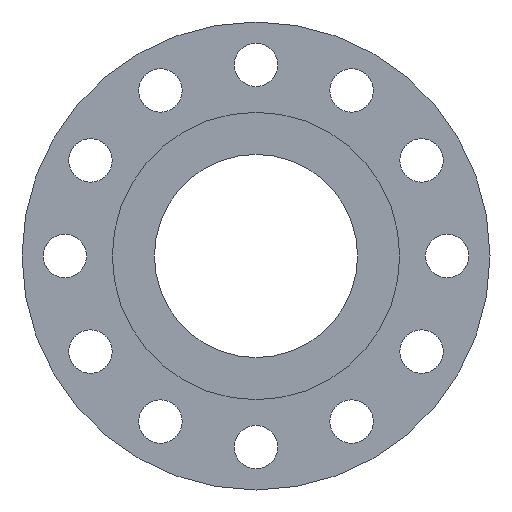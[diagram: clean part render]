
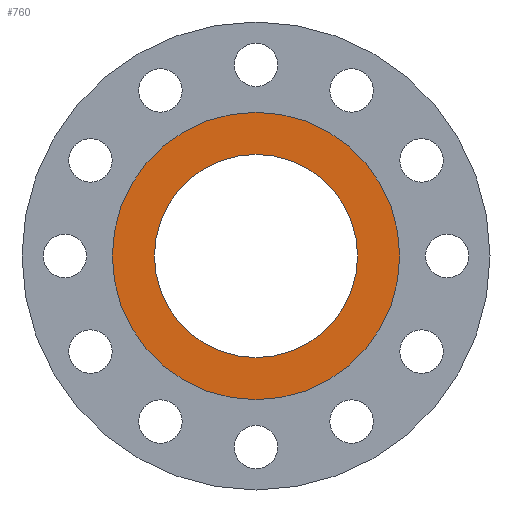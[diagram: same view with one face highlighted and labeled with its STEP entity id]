
A CAD part, front view. The second image highlights one B-rep face of the part: STEP entity #760.
In plain terms, the highlighted planar face has unit normal (0, -1, 0).
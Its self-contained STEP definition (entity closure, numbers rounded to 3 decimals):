
#1 = DIRECTION ( 'NONE',  ( 0., 1., 0. ) ) ;
#6 = DIRECTION ( 'NONE',  ( 0., 0., 1. ) ) ;
#65 = DIRECTION ( 'NONE',  ( 0., 1., 0. ) ) ;
#121 = CARTESIAN_POINT ( 'NONE',  ( 0., 0., 109. ) ) ;
#193 = CARTESIAN_POINT ( 'NONE',  ( 0., 0., 77.05 ) ) ;
#218 = CARTESIAN_POINT ( 'NONE',  ( 0., 0., 0. ) ) ;
#247 = PLANE ( 'NONE',  #904 ) ;
#255 = CIRCLE ( 'NONE', #426, 77.05 ) ;
#263 = DIRECTION ( 'NONE',  ( 0., 0., 1. ) ) ;
#273 = VERTEX_POINT ( 'NONE', #1126 ) ;
#323 = EDGE_CURVE ( 'NONE', #803, #540, #428, .T. ) ;
#348 = EDGE_LOOP ( 'NONE', ( #787, #973 ) ) ;
#385 = AXIS2_PLACEMENT_3D ( 'NONE', #1006, #1111, #263 ) ;
#393 = DIRECTION ( 'NONE',  ( 0., 0., 1. ) ) ;
#412 = EDGE_CURVE ( 'NONE', #540, #803, #992, .T. ) ;
#426 = AXIS2_PLACEMENT_3D ( 'NONE', #218, #1, #6 ) ;
#428 = CIRCLE ( 'NONE', #1046, 109. ) ;
#531 = AXIS2_PLACEMENT_3D ( 'NONE', #698, #65, #713 ) ;
#540 = VERTEX_POINT ( 'NONE', #121 ) ;
#602 = CIRCLE ( 'NONE', #531, 77.05 ) ;
#607 = CARTESIAN_POINT ( 'NONE',  ( 0., 0., 0. ) ) ;
#662 = ORIENTED_EDGE ( 'NONE', *, *, #725, .T. ) ;
#689 = VERTEX_POINT ( 'NONE', #193 ) ;
#698 = CARTESIAN_POINT ( 'NONE',  ( 0., 0., 0. ) ) ;
#713 = DIRECTION ( 'NONE',  ( 0., 0., 1. ) ) ;
#725 = EDGE_CURVE ( 'NONE', #273, #689, #602, .T. ) ;
#760 = ADVANCED_FACE ( 'NONE', ( #911, #1010 ), #247, .T. ) ;
#787 = ORIENTED_EDGE ( 'NONE', *, *, #412, .F. ) ;
#803 = VERTEX_POINT ( 'NONE', #960 ) ;
#826 = EDGE_CURVE ( 'NONE', #689, #273, #255, .T. ) ;
#904 = AXIS2_PLACEMENT_3D ( 'NONE', #1034, #1234, #1351 ) ;
#911 = FACE_BOUND ( 'NONE', #1005, .T. ) ;
#960 = CARTESIAN_POINT ( 'NONE',  ( 0., 0., -109. ) ) ;
#973 = ORIENTED_EDGE ( 'NONE', *, *, #323, .F. ) ;
#992 = CIRCLE ( 'NONE', #385, 109. ) ;
#996 = ORIENTED_EDGE ( 'NONE', *, *, #826, .T. ) ;
#1005 = EDGE_LOOP ( 'NONE', ( #996, #662 ) ) ;
#1006 = CARTESIAN_POINT ( 'NONE',  ( 0., 0., 0. ) ) ;
#1010 = FACE_OUTER_BOUND ( 'NONE', #348, .T. ) ;
#1034 = CARTESIAN_POINT ( 'NONE',  ( 0., 0., 77.05 ) ) ;
#1037 = DIRECTION ( 'NONE',  ( 0., 1., 0. ) ) ;
#1046 = AXIS2_PLACEMENT_3D ( 'NONE', #607, #1037, #393 ) ;
#1111 = DIRECTION ( 'NONE',  ( 0., 1., 0. ) ) ;
#1126 = CARTESIAN_POINT ( 'NONE',  ( 0., 0., -77.05 ) ) ;
#1234 = DIRECTION ( 'NONE',  ( 0., -1., 0. ) ) ;
#1351 = DIRECTION ( 'NONE',  ( 0., 0., -1. ) ) ;
